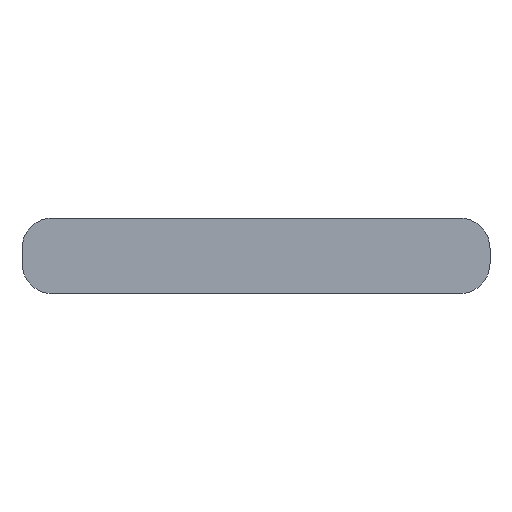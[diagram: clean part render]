
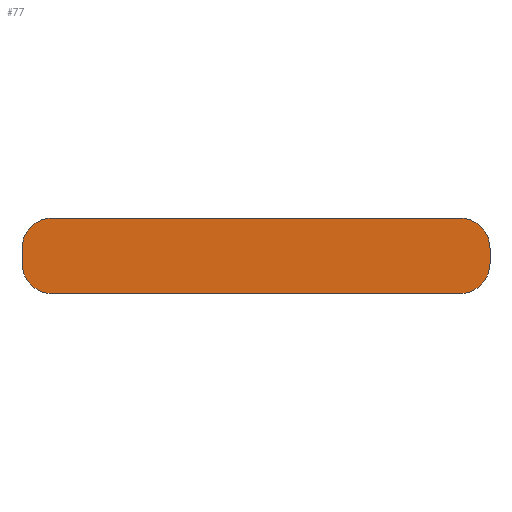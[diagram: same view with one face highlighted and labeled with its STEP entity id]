
A CAD part, top view. The second image highlights one B-rep face of the part: STEP entity #77.
In plain terms, the highlighted planar face has unit normal (0, 0, 1).
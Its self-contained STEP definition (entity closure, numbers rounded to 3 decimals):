
#77=ADVANCED_FACE('',(#271),#273,.T.);
#271=FACE_BOUND('',#272,.T.);
#272=EDGE_LOOP('',(#529,#530,#531,#532,#533,#534,#535,#536));
#273=PLANE('',#274);
#274=AXIS2_PLACEMENT_3D('',#275,#276,#277);
#275=CARTESIAN_POINT('',(0.,0.,11.));
#276=DIRECTION('',(0.,0.,1.));
#277=DIRECTION('',(-1.,0.,0.));
#529=ORIENTED_EDGE('',*,*,#628,.T.);
#530=ORIENTED_EDGE('',*,*,#693,.T.);
#531=ORIENTED_EDGE('',*,*,#694,.T.);
#532=ORIENTED_EDGE('',*,*,#695,.T.);
#533=ORIENTED_EDGE('',*,*,#614,.T.);
#534=ORIENTED_EDGE('',*,*,#692,.T.);
#535=ORIENTED_EDGE('',*,*,#696,.T.);
#536=ORIENTED_EDGE('',*,*,#697,.T.);
#614=EDGE_CURVE('',#728,#726,#729,.T.);
#628=EDGE_CURVE('',#756,#754,#757,.T.);
#692=EDGE_CURVE('',#726,#859,#861,.T.);
#693=EDGE_CURVE('',#754,#862,#863,.T.);
#694=EDGE_CURVE('',#862,#864,#865,.T.);
#695=EDGE_CURVE('',#864,#728,#866,.T.);
#696=EDGE_CURVE('',#859,#867,#868,.T.);
#697=EDGE_CURVE('',#867,#756,#869,.T.);
#726=VERTEX_POINT('',#1031);
#728=VERTEX_POINT('',#1035);
#729=LINE('',#1036,#1037);
#754=VERTEX_POINT('',#1204);
#756=VERTEX_POINT('',#1208);
#757=LINE('',#1209,#1210);
#859=VERTEX_POINT('',#1547);
#861=CIRCLE('',#1551,2.);
#862=VERTEX_POINT('',#1555);
#863=CIRCLE('',#1556,2.);
#864=VERTEX_POINT('',#1560);
#865=LINE('',#1561,#1562);
#866=CIRCLE('',#1564,2.);
#867=VERTEX_POINT('',#1568);
#868=LINE('',#1569,#1570);
#869=CIRCLE('',#1572,2.);
#1031=CARTESIAN_POINT('',(-13.5,-14.5,11.));
#1035=CARTESIAN_POINT('',(13.5,-14.5,11.));
#1036=CARTESIAN_POINT('',(13.5,-14.5,11.));
#1037=VECTOR('',#1038,1.);
#1038=DIRECTION('',(-1.,0.,0.));
#1204=CARTESIAN_POINT('',(13.5,-19.5,11.));
#1208=CARTESIAN_POINT('',(-13.5,-19.5,11.));
#1209=CARTESIAN_POINT('',(-13.5,-19.5,11.));
#1210=VECTOR('',#1211,1.);
#1211=DIRECTION('',(1.,0.,0.));
#1547=CARTESIAN_POINT('',(-15.5,-16.5,11.));
#1551=AXIS2_PLACEMENT_3D('',#1552,#1553,#1554);
#1552=CARTESIAN_POINT('',(-13.5,-16.5,11.));
#1553=DIRECTION('',(0.,0.,1.));
#1554=DIRECTION('',(0.,1.,0.));
#1555=CARTESIAN_POINT('',(15.5,-17.5,11.));
#1556=AXIS2_PLACEMENT_3D('',#1557,#1558,#1559);
#1557=CARTESIAN_POINT('',(13.5,-17.5,11.));
#1558=DIRECTION('',(0.,0.,1.));
#1559=DIRECTION('',(0.,-1.,0.));
#1560=CARTESIAN_POINT('',(15.5,-16.5,11.));
#1561=CARTESIAN_POINT('',(15.5,-17.5,11.));
#1562=VECTOR('',#1563,1.);
#1563=DIRECTION('',(0.,1.,0.));
#1564=AXIS2_PLACEMENT_3D('',#1565,#1566,#1567);
#1565=CARTESIAN_POINT('',(13.5,-16.5,11.));
#1566=DIRECTION('',(0.,0.,1.));
#1567=DIRECTION('',(1.,0.,0.));
#1568=CARTESIAN_POINT('',(-15.5,-17.5,11.));
#1569=CARTESIAN_POINT('',(-15.5,-16.5,11.));
#1570=VECTOR('',#1571,1.);
#1571=DIRECTION('',(0.,-1.,0.));
#1572=AXIS2_PLACEMENT_3D('',#1573,#1574,#1575);
#1573=CARTESIAN_POINT('',(-13.5,-17.5,11.));
#1574=DIRECTION('',(0.,0.,1.));
#1575=DIRECTION('',(-1.,0.,0.));
